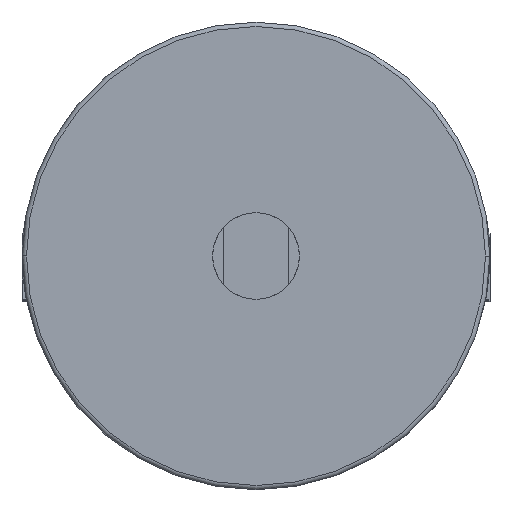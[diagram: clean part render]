
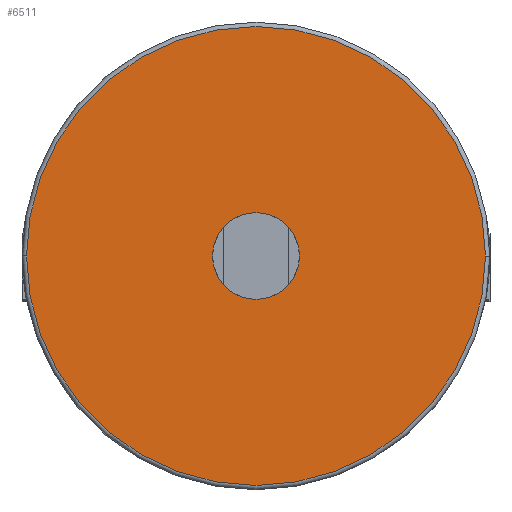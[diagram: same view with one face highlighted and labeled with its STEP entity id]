
A CAD part, left-side view. The second image highlights one B-rep face of the part: STEP entity #6511.
In plain terms, the highlighted planar face has unit normal (-1, 0, 0).
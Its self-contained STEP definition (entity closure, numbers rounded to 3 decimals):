
#86 = CIRCLE ( 'NONE', #7792, 10. ) ;
#136 = DIRECTION ( 'NONE',  ( -1., 0., 0. ) ) ;
#232 = DIRECTION ( 'NONE',  ( -1., 0., 0. ) ) ;
#592 = DIRECTION ( 'NONE',  ( 0., -1., 0. ) ) ;
#623 = VERTEX_POINT ( 'NONE', #2162 ) ;
#2116 = ORIENTED_EDGE ( 'NONE', *, *, #2537, .F. ) ;
#2162 = CARTESIAN_POINT ( 'NONE',  ( -190., 0., -10. ) ) ;
#2537 = EDGE_CURVE ( 'NONE', #13074, #623, #2842, .T. ) ;
#2842 = CIRCLE ( 'NONE', #6860, 10. ) ;
#2874 = VERTEX_POINT ( 'NONE', #4561 ) ;
#3058 = CARTESIAN_POINT ( 'NONE',  ( -190., 54., 0. ) ) ;
#3361 = AXIS2_PLACEMENT_3D ( 'NONE', #9762, #5188, #4638 ) ;
#3759 = AXIS2_PLACEMENT_3D ( 'NONE', #3058, #8007, #592 ) ;
#3965 = AXIS2_PLACEMENT_3D ( 'NONE', #7192, #15737, #8423 ) ;
#4479 = VERTEX_POINT ( 'NONE', #5639 ) ;
#4561 = CARTESIAN_POINT ( 'NONE',  ( -190., 53., 0. ) ) ;
#4638 = DIRECTION ( 'NONE',  ( 0., -1., 0. ) ) ;
#5188 = DIRECTION ( 'NONE',  ( -1., 0., 0. ) ) ;
#5639 = CARTESIAN_POINT ( 'NONE',  ( -190., -53., 0. ) ) ;
#6369 = ORIENTED_EDGE ( 'NONE', *, *, #7421, .T. ) ;
#6511 = ADVANCED_FACE ( 'NONE', ( #14488, #14884 ), #15317, .T. ) ;
#6531 = CARTESIAN_POINT ( 'NONE',  ( -190., 0., 10. ) ) ;
#6860 = AXIS2_PLACEMENT_3D ( 'NONE', #7556, #136, #8979 ) ;
#7192 = CARTESIAN_POINT ( 'NONE',  ( -190., 0., 0. ) ) ;
#7421 = EDGE_CURVE ( 'NONE', #2874, #4479, #9521, .T. ) ;
#7556 = CARTESIAN_POINT ( 'NONE',  ( -190., 0., 0. ) ) ;
#7641 = CARTESIAN_POINT ( 'NONE',  ( -190., 0., 0. ) ) ;
#7792 = AXIS2_PLACEMENT_3D ( 'NONE', #7641, #232, #8854 ) ;
#7930 = EDGE_CURVE ( 'NONE', #623, #13074, #86, .T. ) ;
#8007 = DIRECTION ( 'NONE',  ( -1., 0., 0. ) ) ;
#8410 = EDGE_CURVE ( 'NONE', #4479, #2874, #10877, .T. ) ;
#8423 = DIRECTION ( 'NONE',  ( 0., -1., 0. ) ) ;
#8854 = DIRECTION ( 'NONE',  ( 0., 0., 1. ) ) ;
#8979 = DIRECTION ( 'NONE',  ( 0., 0., 1. ) ) ;
#9521 = CIRCLE ( 'NONE', #3965, 53. ) ;
#9762 = CARTESIAN_POINT ( 'NONE',  ( -190., 0., 0. ) ) ;
#10629 = EDGE_LOOP ( 'NONE', ( #14155, #6369 ) ) ;
#10752 = ORIENTED_EDGE ( 'NONE', *, *, #7930, .F. ) ;
#10877 = CIRCLE ( 'NONE', #3361, 53. ) ;
#12905 = EDGE_LOOP ( 'NONE', ( #10752, #2116 ) ) ;
#13074 = VERTEX_POINT ( 'NONE', #6531 ) ;
#14155 = ORIENTED_EDGE ( 'NONE', *, *, #8410, .T. ) ;
#14488 = FACE_OUTER_BOUND ( 'NONE', #10629, .T. ) ;
#14884 = FACE_BOUND ( 'NONE', #12905, .T. ) ;
#15317 = PLANE ( 'NONE',  #3759 ) ;
#15737 = DIRECTION ( 'NONE',  ( -1., 0., 0. ) ) ;
